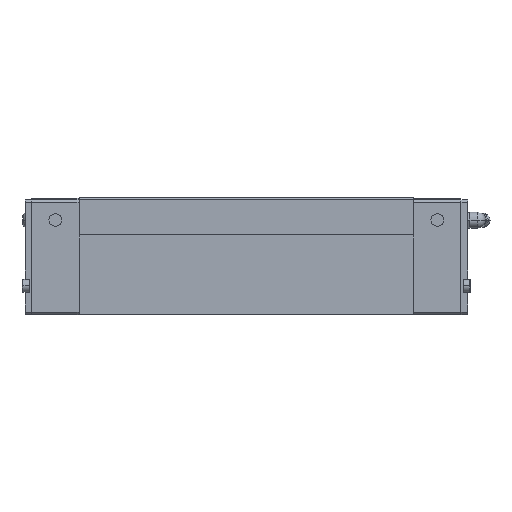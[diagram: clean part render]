
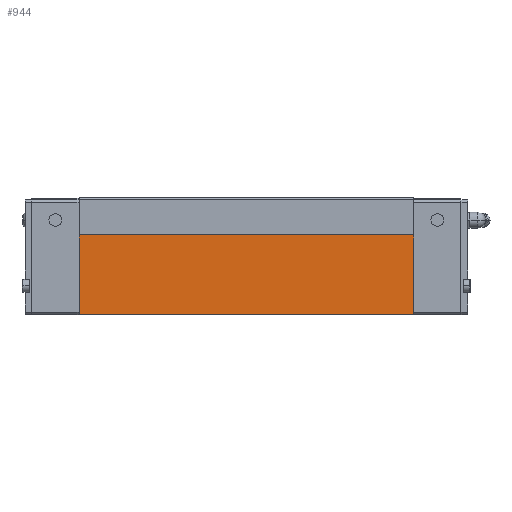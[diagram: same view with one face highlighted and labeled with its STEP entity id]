
A CAD part, left-side view. The second image highlights one B-rep face of the part: STEP entity #944.
In plain terms, the highlighted planar face has unit normal (-1, 0, 0).
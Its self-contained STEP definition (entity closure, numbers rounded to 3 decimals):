
#944=ADVANCED_FACE('',(#1936),#1937,.T.);
#1936=FACE_OUTER_BOUND('',#2959,.T.);
#1937=PLANE('',#2960);
#2959=EDGE_LOOP('',(#5814,#5815,#5816,#5817));
#2960=AXIS2_PLACEMENT_3D('',#5818,#5819,#5820);
#5814=ORIENTED_EDGE('',*,*,#7140,.F.);
#5815=ORIENTED_EDGE('',*,*,#7181,.F.);
#5816=ORIENTED_EDGE('',*,*,#7118,.F.);
#5817=ORIENTED_EDGE('',*,*,#7179,.T.);
#5818=CARTESIAN_POINT('',(-61.75,147.501,20.0));
#5819=DIRECTION('',(-1.0,0.0,0.0));
#5820=DIRECTION('',(0.0,0.0,1.0));
#7118=EDGE_CURVE('',#8796,#8798,#8799,.T.);
#7140=EDGE_CURVE('',#8826,#8828,#8829,.T.);
#7179=EDGE_CURVE('',#8796,#8828,#8880,.T.);
#7181=EDGE_CURVE('',#8798,#8826,#8882,.T.);
#8796=VERTEX_POINT('',#11513);
#8798=VERTEX_POINT('',#11516);
#8799=LINE('',#11517,#11518);
#8826=VERTEX_POINT('',#11558);
#8828=VERTEX_POINT('',#11561);
#8829=LINE('',#11562,#11563);
#8880=LINE('',#11638,#11639);
#8882=LINE('',#11641,#11642);
#11513=CARTESIAN_POINT('',(-61.75,36.001,65.0));
#11516=CARTESIAN_POINT('',(-61.75,36.001,12.25));
#11517=CARTESIAN_POINT('',(-61.75,36.001,35.5));
#11518=VECTOR('',#12855,1.0);
#11558=CARTESIAN_POINT('',(-61.75,259.001,12.25));
#11561=CARTESIAN_POINT('',(-61.75,259.001,65.0));
#11562=CARTESIAN_POINT('',(-61.75,259.001,35.5));
#11563=VECTOR('',#12870,1.0);
#11638=CARTESIAN_POINT('',(-61.75,147.501,65.0));
#11639=VECTOR('',#12907,1.0);
#11641=CARTESIAN_POINT('',(-61.75,203.251,12.25));
#11642=VECTOR('',#12908,1.0);
#12855=DIRECTION('',(-0.0,-0.0,-1.0));
#12870=DIRECTION('',(0.0,0.0,1.0));
#12907=DIRECTION('',(0.0,1.0,0.0));
#12908=DIRECTION('',(0.0,1.0,-0.0));
